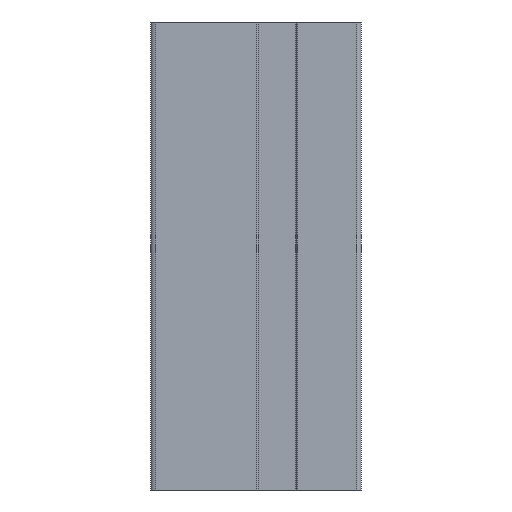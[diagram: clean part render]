
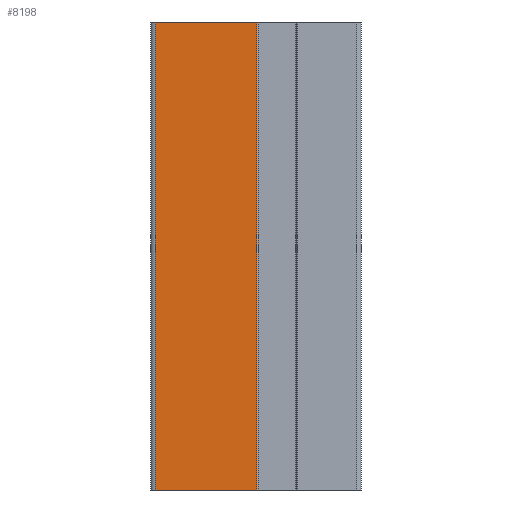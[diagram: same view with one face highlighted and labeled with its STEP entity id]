
A CAD part, left-side view. The second image highlights one B-rep face of the part: STEP entity #8198.
In plain terms, the highlighted planar face has unit normal (-1, 0, 0).
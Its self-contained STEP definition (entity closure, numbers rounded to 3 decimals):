
#740=DIRECTION('',(0.,-1.,0.));
#741=VECTOR('',#740,21.65);
#742=CARTESIAN_POINT('',(-20.,21.5,-50.));
#743=LINE('',#742,#741);
#2071=DIRECTION('',(0.,-1.,0.));
#2072=VECTOR('',#2071,21.65);
#2073=CARTESIAN_POINT('',(-20.,21.5,50.));
#2074=LINE('',#2073,#2072);
#3549=DIRECTION('',(0.,0.,1.));
#3550=VECTOR('',#3549,100.);
#3551=CARTESIAN_POINT('',(-20.,-0.15,-50.));
#3552=LINE('',#3551,#3550);
#3556=DIRECTION('',(0.,0.,-1.));
#3557=VECTOR('',#3556,100.);
#3558=CARTESIAN_POINT('',(-20.,21.5,50.));
#3559=LINE('',#3558,#3557);
#5361=CARTESIAN_POINT('',(-20.,21.5,-50.));
#5363=VERTEX_POINT('',#5361);
#5367=CARTESIAN_POINT('',(-20.,21.5,50.));
#5368=VERTEX_POINT('',#5367);
#5545=CARTESIAN_POINT('',(-20.,-0.15,50.));
#5547=VERTEX_POINT('',#5545);
#5551=CARTESIAN_POINT('',(-20.,-0.15,-50.));
#5552=VERTEX_POINT('',#5551);
#8186=CARTESIAN_POINT('',(-20.,22.5,-50.));
#8187=DIRECTION('',(-1.,0.,0.));
#8188=DIRECTION('',(0.,-1.,0.));
#8189=AXIS2_PLACEMENT_3D('',#8186,#8187,#8188);
#8190=PLANE('',#8189);
#8192=ORIENTED_EDGE('',*,*,#8191,.F.);
#8193=ORIENTED_EDGE('',*,*,#6296,.F.);
#8194=ORIENTED_EDGE('',*,*,#8167,.F.);
#8195=ORIENTED_EDGE('',*,*,#6842,.T.);
#8196=EDGE_LOOP('',(#8192,#8193,#8194,#8195));
#8197=FACE_OUTER_BOUND('',#8196,.F.);
#6296=EDGE_CURVE('',#5363,#5552,#743,.T.);
#6842=EDGE_CURVE('',#5368,#5547,#2074,.T.);
#8167=EDGE_CURVE('',#5368,#5363,#3559,.T.);
#8191=EDGE_CURVE('',#5552,#5547,#3552,.T.);
#8198=ADVANCED_FACE('',(#8197),#8190,.T.);
